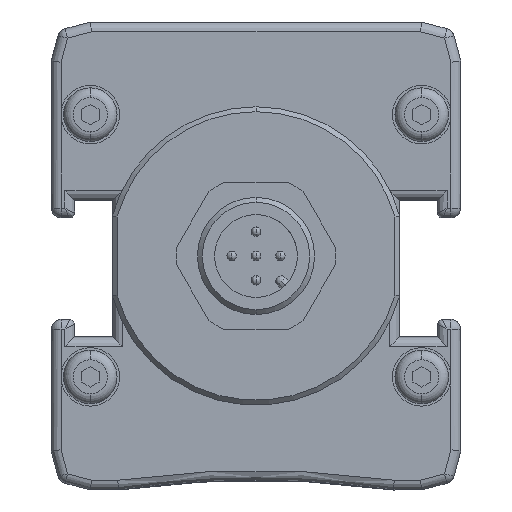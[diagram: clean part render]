
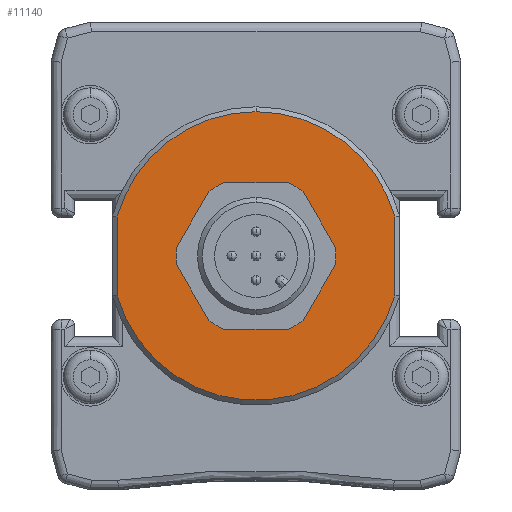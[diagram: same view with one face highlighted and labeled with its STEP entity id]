
A CAD part, front view. The second image highlights one B-rep face of the part: STEP entity #11140.
In plain terms, the highlighted planar face has unit normal (0, -1, 0).
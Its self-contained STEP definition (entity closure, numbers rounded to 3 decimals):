
#1076 = ORIENTED_EDGE ( 'NONE', *, *, #5139, .T. ) ;
#1130 = DIRECTION ( 'NONE',  ( 0., -1., 0. ) ) ;
#1261 = DIRECTION ( 'NONE',  ( 0., 0., 1. ) ) ;
#1264 = ORIENTED_EDGE ( 'NONE', *, *, #5376, .T. ) ;
#2011 = CARTESIAN_POINT ( 'NONE',  ( -14.25, -377.5, -3.997 ) ) ;
#2577 = CARTESIAN_POINT ( 'NONE',  ( 0., -377.5, 0. ) ) ;
#2590 = EDGE_CURVE ( 'NONE', #12866, #7426, #12622, .T. ) ;
#2594 = DIRECTION ( 'NONE',  ( 0., -1., 0. ) ) ;
#2729 = DIRECTION ( 'NONE',  ( 0., -1., 0. ) ) ;
#2787 = CIRCLE ( 'NONE', #7044, 14.8 ) ;
#3418 = CARTESIAN_POINT ( 'NONE',  ( 14.25, -377.5, -3.997 ) ) ;
#3572 = DIRECTION ( 'NONE',  ( 0., 0., -1. ) ) ;
#3716 = EDGE_CURVE ( 'NONE', #8163, #6521, #2787, .T. ) ;
#3826 = VERTEX_POINT ( 'NONE', #3418 ) ;
#4434 = CARTESIAN_POINT ( 'NONE',  ( 14.25, -377.5, 3.997 ) ) ;
#4444 = CARTESIAN_POINT ( 'NONE',  ( 0., -377.5, 14.8 ) ) ;
#5139 = EDGE_CURVE ( 'NONE', #6521, #12866, #5554, .T. ) ;
#5183 = DIRECTION ( 'NONE',  ( 0., 0., -1. ) ) ;
#5376 = EDGE_CURVE ( 'NONE', #3826, #8163, #8322, .T. ) ;
#5535 = AXIS2_PLACEMENT_3D ( 'NONE', #8676, #2729, #9680 ) ;
#5554 = CIRCLE ( 'NONE', #5535, 14.8 ) ;
#5572 = CARTESIAN_POINT ( 'NONE',  ( 0., -377.5, 0. ) ) ;
#5636 = CARTESIAN_POINT ( 'NONE',  ( -14.25, -377.5, 3.997 ) ) ;
#6401 = ORIENTED_EDGE ( 'NONE', *, *, #10086, .T. ) ;
#6521 = VERTEX_POINT ( 'NONE', #4444 ) ;
#6591 = AXIS2_PLACEMENT_3D ( 'NONE', #5572, #2594, #9547 ) ;
#7044 = AXIS2_PLACEMENT_3D ( 'NONE', #7144, #1130, #8115 ) ;
#7144 = CARTESIAN_POINT ( 'NONE',  ( 0., -377.5, 0. ) ) ;
#7426 = VERTEX_POINT ( 'NONE', #2011 ) ;
#7636 = VECTOR ( 'NONE', #5183, 1000. ) ;
#7833 = AXIS2_PLACEMENT_3D ( 'NONE', #2577, #9528, #3572 ) ;
#8031 = VECTOR ( 'NONE', #1261, 1000. ) ;
#8115 = DIRECTION ( 'NONE',  ( 0., 0., -1. ) ) ;
#8163 = VERTEX_POINT ( 'NONE', #4434 ) ;
#8322 = LINE ( 'NONE', #9238, #8031 ) ;
#8533 = FACE_OUTER_BOUND ( 'NONE', #9035, .T. ) ;
#8676 = CARTESIAN_POINT ( 'NONE',  ( 0., -377.5, 0. ) ) ;
#8944 = ORIENTED_EDGE ( 'NONE', *, *, #3716, .T. ) ;
#9035 = EDGE_LOOP ( 'NONE', ( #11608, #6401, #1264, #8944, #1076 ) ) ;
#9041 = CIRCLE ( 'NONE', #7833, 14.8 ) ;
#9238 = CARTESIAN_POINT ( 'NONE',  ( 14.25, -377.5, 4.065 ) ) ;
#9528 = DIRECTION ( 'NONE',  ( 0., -1., 0. ) ) ;
#9547 = DIRECTION ( 'NONE',  ( 0., 0., -1. ) ) ;
#9680 = DIRECTION ( 'NONE',  ( 0., 0., -1. ) ) ;
#10086 = EDGE_CURVE ( 'NONE', #7426, #3826, #9041, .T. ) ;
#11100 = CARTESIAN_POINT ( 'NONE',  ( -14.25, -377.5, 0. ) ) ;
#11140 = ADVANCED_FACE ( 'NONE', ( #8533 ), #12520, .T. ) ;
#11608 = ORIENTED_EDGE ( 'NONE', *, *, #2590, .T. ) ;
#12520 = PLANE ( 'NONE',  #6591 ) ;
#12622 = LINE ( 'NONE', #11100, #7636 ) ;
#12866 = VERTEX_POINT ( 'NONE', #5636 ) ;
